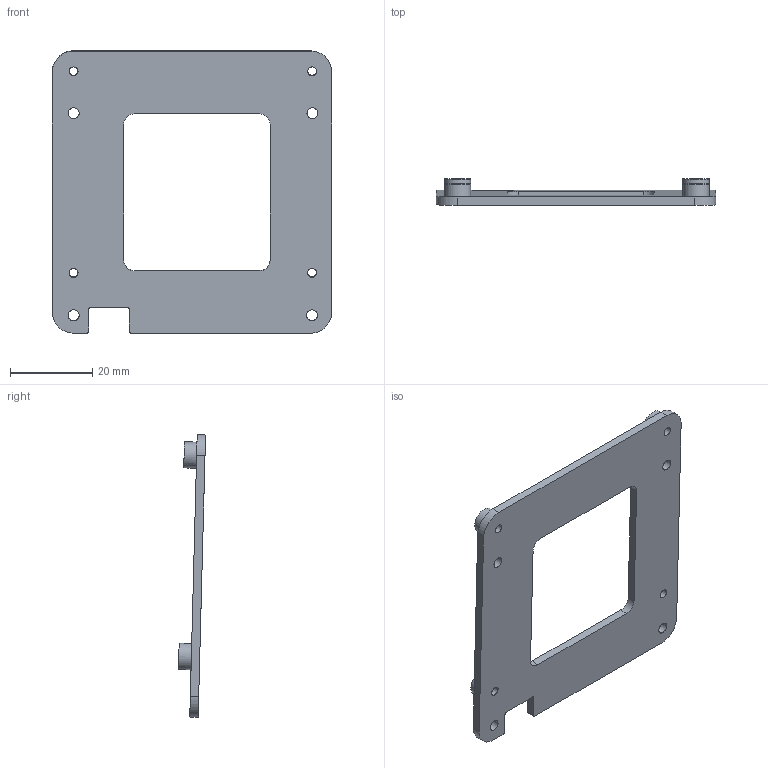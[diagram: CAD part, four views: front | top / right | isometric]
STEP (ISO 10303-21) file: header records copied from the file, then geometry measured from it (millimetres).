
FILE_DESCRIPTION(/* description */ (''),/* implementation_level */ '2;1');
FILE_NAME(/* name */ 'Jaguar X100 Screen RPI Mount.step',/* time_stamp */ '2024-03-16T13:40:15-04:00',/* author */ (''),/* organization */ (''),/* preprocessor_version */ 'ST-DEVELOPER v20',/* originating_system */ 'Autodesk Translation Framework v12.20.1.177',/* authorisation */ '');
FILE_SCHEMA (('AUTOMOTIVE_DESIGN { 1 0 10303 214 3 1 1 }'));
Length unit declared in the file: inch
Products named in the file (2): Screen Mount; Component26
Assembly tree (1 placements, depth 2):
  Screen Mount
    Component26
Bounding box: 67.85 x 6.57 x 68.59 mm (x, y, z)
Volume: 6809 mm3; surface area: 7663.4 mm2
Topology: 1 solids, 1 shells, 42 faces, 108 edges, 72 vertices
Faces by surface type: plane 18, bspline 16, cylinder 8
Full cylindrical faces by diameter (mm): 2.667 x4
Entity records: 1511 total; most frequent: CARTESIAN_POINT 409, ORIENTED_EDGE 216, DIRECTION 214, EDGE_CURVE 108, AXIS2_PLACEMENT_3D 77, VERTEX_POINT 72, EDGE_LOOP 64, LINE 60
